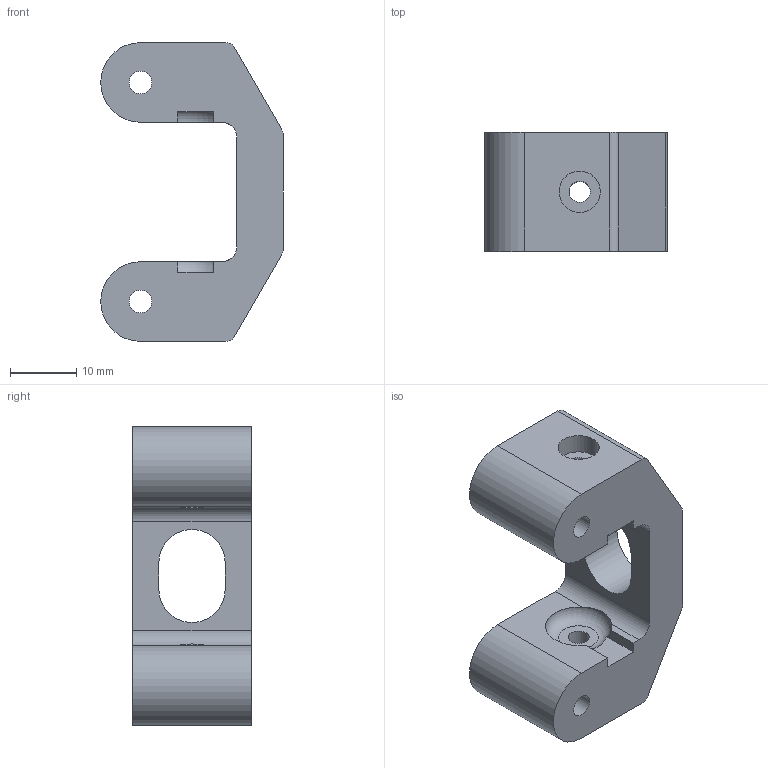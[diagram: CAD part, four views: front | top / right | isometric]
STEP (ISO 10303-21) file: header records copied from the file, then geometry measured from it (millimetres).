
FILE_DESCRIPTION(/* description */ (''),/* implementation_level */ '2;1');
FILE_NAME(/* name */ 'CarrierHubF.step',/* time_stamp */ '2023-11-26T11:47:22+01:00',/* author */ (''),/* organization */ (''),/* preprocessor_version */ 'ST-DEVELOPER v20',/* originating_system */ 'Autodesk Translation Framework v12.14.0.127',/* authorisation */ '');
FILE_SCHEMA (('AUTOMOTIVE_DESIGN { 1 0 10303 214 3 1 1 }'));
Length unit declared in the file: millimetre
Products named in the file (1): CarrierHubFR (1)
Bounding box: 27.5 x 17.9 x 45 mm (x, y, z)
Volume: 10251.5 mm3; surface area: 4928.2 mm2
Topology: 1 solids, 1 shells, 44 faces, 116 edges, 76 vertices
Faces by surface type: plane 24, cylinder 18, torus 2
Full cylindrical faces by diameter (mm): 3.2 x2, 3.4 x2, 6.2 x2
Entity records: 1461 total; most frequent: CARTESIAN_POINT 283, DIRECTION 246, ORIENTED_EDGE 232, EDGE_CURVE 116, AXIS2_PLACEMENT_3D 91, VERTEX_POINT 76, LINE 64, VECTOR 64
